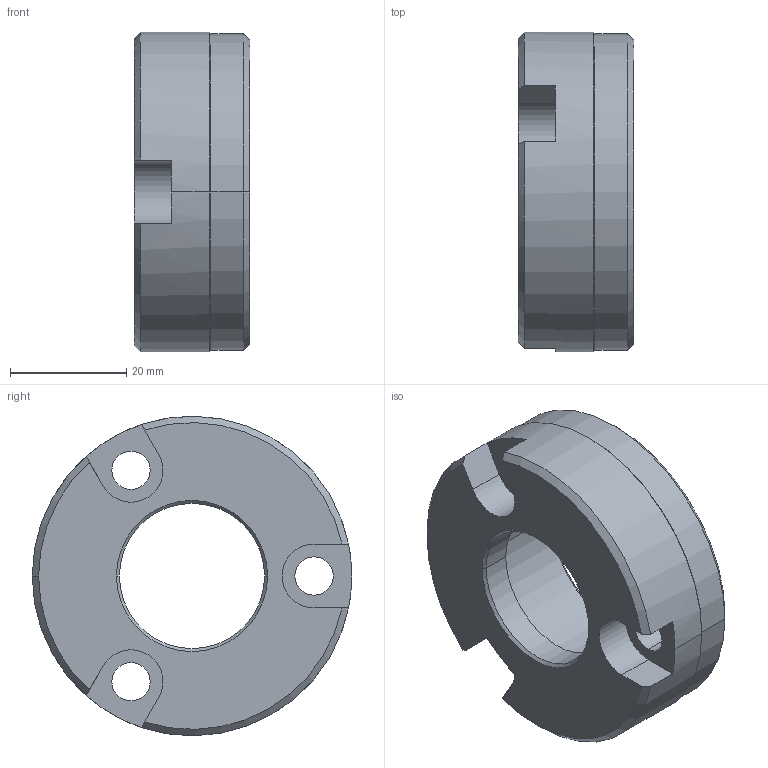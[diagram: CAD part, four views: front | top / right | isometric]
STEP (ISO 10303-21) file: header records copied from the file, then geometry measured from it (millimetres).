
FILE_DESCRIPTION(('STEP AP214'),'1');
FILE_NAME('HALDERN_EH_23111_0886.stp','2015-05-04T09:25:14',('TraceParts'),('TraceParts S.A.'),'Spatial InterOp 3D',' ',' ');
FILE_SCHEMA(('automotive_design'));
Length unit declared in the file: millimetre
Products named in the file (1): 1
Bounding box: 19.94 x 54.99 x 54.99 mm (x, y, z)
Volume: 29783 mm3; surface area: 9613.1 mm2
Topology: 1 solids, 1 shells, 42 faces, 105 edges, 65 vertices
Faces by surface type: cylinder 17, cone 14, plane 11
Entity records: 1621 total; most frequent: DIRECTION 235, CARTESIAN_POINT 225, ORIENTED_EDGE 210, EDGE_CURVE 105, AXIS2_PLACEMENT_3D 93, VERTEX_POINT 65, EDGE_LOOP 50, CIRCLE 50
